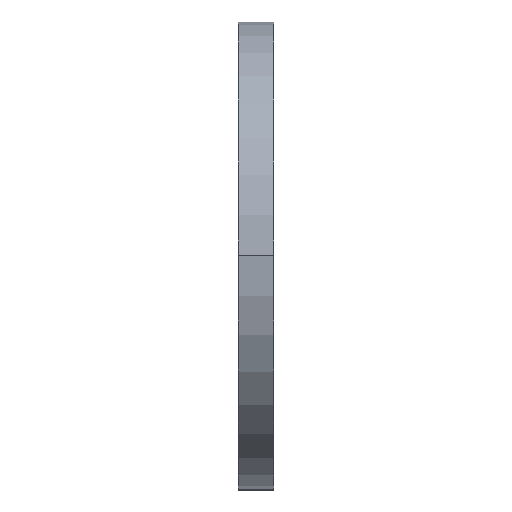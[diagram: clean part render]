
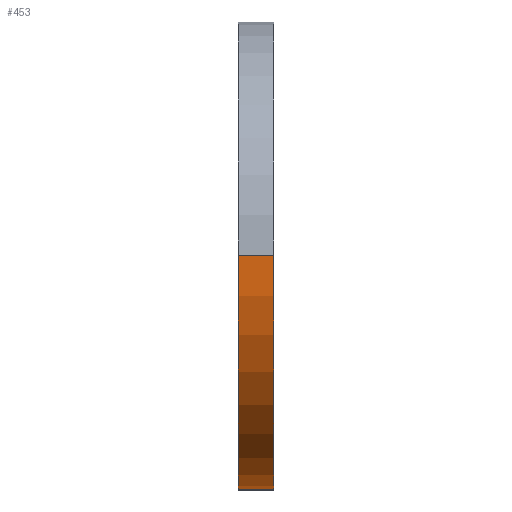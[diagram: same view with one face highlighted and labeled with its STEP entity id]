
A CAD part, top view. The second image highlights one B-rep face of the part: STEP entity #453.
In plain terms, the highlighted cylindrical face has radius 20 mm (diameter 40 mm), a partial arc.
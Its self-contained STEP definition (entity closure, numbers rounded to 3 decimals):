
#5 = VERTEX_POINT ( 'NONE', #366 ) ;
#15 = VERTEX_POINT ( 'NONE', #128 ) ;
#56 = VECTOR ( 'NONE', #174, 1000. ) ;
#63 = CARTESIAN_POINT ( 'NONE',  ( 12., 0., 30.1 ) ) ;
#128 = CARTESIAN_POINT ( 'NONE',  ( 12., -20., 10.1 ) ) ;
#174 = DIRECTION ( 'NONE',  ( -1., 0., 0. ) ) ;
#179 = ORIENTED_EDGE ( 'NONE', *, *, #1257, .F. ) ;
#184 = DIRECTION ( 'NONE',  ( 1., 0., 0. ) ) ;
#212 = ORIENTED_EDGE ( 'NONE', *, *, #1247, .T. ) ;
#257 = VERTEX_POINT ( 'NONE', #346 ) ;
#270 = ORIENTED_EDGE ( 'NONE', *, *, #1246, .T. ) ;
#346 = CARTESIAN_POINT ( 'NONE',  ( 12., 0., 30.1 ) ) ;
#366 = CARTESIAN_POINT ( 'NONE',  ( 9., 0., 30.1 ) ) ;
#369 = VERTEX_POINT ( 'NONE', #1080 ) ;
#412 = CARTESIAN_POINT ( 'NONE',  ( 12., 0., 10.1 ) ) ;
#453 = ADVANCED_FACE ( 'NONE', ( #1232 ), #1542, .T. ) ;
#467 = LINE ( 'NONE', #1167, #1095 ) ;
#522 = DIRECTION ( 'NONE',  ( 0., 0., -1. ) ) ;
#530 = ORIENTED_EDGE ( 'NONE', *, *, #1231, .F. ) ;
#612 = CIRCLE ( 'NONE', #934, 20. ) ;
#843 = CARTESIAN_POINT ( 'NONE',  ( 9., 0., 10.1 ) ) ;
#867 = EDGE_LOOP ( 'NONE', ( #179, #212, #270, #530 ) ) ;
#934 = AXIS2_PLACEMENT_3D ( 'NONE', #412, #1349, #522 ) ;
#942 = AXIS2_PLACEMENT_3D ( 'NONE', #843, #184, #1012 ) ;
#1008 = AXIS2_PLACEMENT_3D ( 'NONE', #1587, #1480, #1596 ) ;
#1012 = DIRECTION ( 'NONE',  ( 0., 0., -1. ) ) ;
#1037 = LINE ( 'NONE', #63, #56 ) ;
#1080 = CARTESIAN_POINT ( 'NONE',  ( 9., -20., 10.1 ) ) ;
#1095 = VECTOR ( 'NONE', #1338, 1000. ) ;
#1167 = CARTESIAN_POINT ( 'NONE',  ( 12., -20., 10.1 ) ) ;
#1231 = EDGE_CURVE ( 'NONE', #15, #369, #467, .T. ) ;
#1232 = FACE_OUTER_BOUND ( 'NONE', #867, .T. ) ;
#1246 = EDGE_CURVE ( 'NONE', #5, #369, #1399, .T. ) ;
#1247 = EDGE_CURVE ( 'NONE', #257, #5, #1037, .T. ) ;
#1257 = EDGE_CURVE ( 'NONE', #257, #15, #612, .T. ) ;
#1338 = DIRECTION ( 'NONE',  ( -1., 0., 0. ) ) ;
#1349 = DIRECTION ( 'NONE',  ( 1., 0., 0. ) ) ;
#1399 = CIRCLE ( 'NONE', #942, 20. ) ;
#1480 = DIRECTION ( 'NONE',  ( -1., 0., 0. ) ) ;
#1542 = CYLINDRICAL_SURFACE ( 'NONE', #1008, 20. ) ;
#1587 = CARTESIAN_POINT ( 'NONE',  ( 12., 0., 10.1 ) ) ;
#1596 = DIRECTION ( 'NONE',  ( 0., 0., 1. ) ) ;
